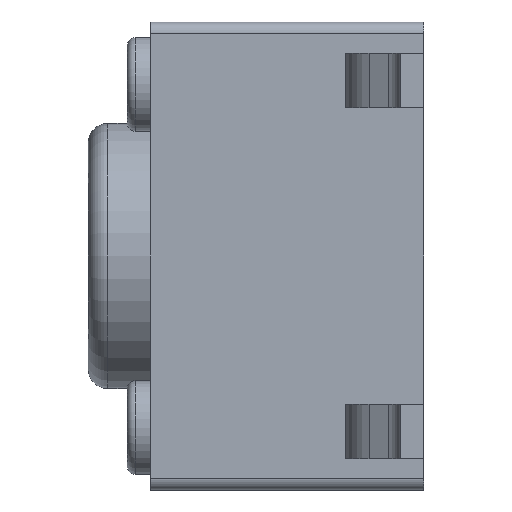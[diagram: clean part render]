
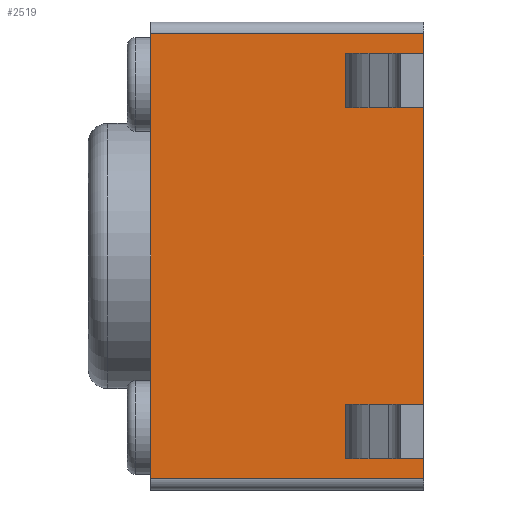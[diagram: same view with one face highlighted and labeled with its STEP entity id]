
A CAD part, left-side view. The second image highlights one B-rep face of the part: STEP entity #2519.
In plain terms, the highlighted planar face has unit normal (-1, 0, 0).
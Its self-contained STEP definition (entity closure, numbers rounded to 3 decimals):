
#15 = VERTEX_POINT ( 'NONE', #866 ) ;
#17 = EDGE_CURVE ( 'NONE', #1754, #1049, #2456, .T. ) ;
#31 = ORIENTED_EDGE ( 'NONE', *, *, #815, .T. ) ;
#36 = ORIENTED_EDGE ( 'NONE', *, *, #908, .T. ) ;
#41 = CARTESIAN_POINT ( 'NONE',  ( -3., 3.4, 2.85 ) ) ;
#93 = EDGE_LOOP ( 'NONE', ( #434, #133, #1441, #2018 ) ) ;
#101 = EDGE_CURVE ( 'NONE', #2329, #1710, #1016, .T. ) ;
#111 = CARTESIAN_POINT ( 'NONE',  ( -3., 0., -2.85 ) ) ;
#133 = ORIENTED_EDGE ( 'NONE', *, *, #843, .F. ) ;
#163 = CARTESIAN_POINT ( 'NONE',  ( -3., 0.7, 2.6 ) ) ;
#174 = VECTOR ( 'NONE', #1282, 1000. ) ;
#209 = VERTEX_POINT ( 'NONE', #2594 ) ;
#250 = DIRECTION ( 'NONE',  ( 0., -1., 0. ) ) ;
#252 = CARTESIAN_POINT ( 'NONE',  ( -3., 0., 2.85 ) ) ;
#291 = DIRECTION ( 'NONE',  ( 0., 0., 1. ) ) ;
#342 = VERTEX_POINT ( 'NONE', #2530 ) ;
#345 = LINE ( 'NONE', #2221, #2204 ) ;
#353 = FACE_BOUND ( 'NONE', #2425, .T. ) ;
#364 = AXIS2_PLACEMENT_3D ( 'NONE', #2251, #2443, #1451 ) ;
#373 = VECTOR ( 'NONE', #723, 1000. ) ;
#389 = EDGE_LOOP ( 'NONE', ( #1945, #610, #36, #2293 ) ) ;
#412 = VERTEX_POINT ( 'NONE', #2116 ) ;
#430 = CARTESIAN_POINT ( 'NONE',  ( -3., 1., -1.9 ) ) ;
#431 = VECTOR ( 'NONE', #2031, 1000. ) ;
#434 = ORIENTED_EDGE ( 'NONE', *, *, #101, .T. ) ;
#533 = CARTESIAN_POINT ( 'NONE',  ( -3., 3.5, -2.85 ) ) ;
#567 = DIRECTION ( 'NONE',  ( 0., -1., 0. ) ) ;
#574 = LINE ( 'NONE', #1194, #431 ) ;
#610 = ORIENTED_EDGE ( 'NONE', *, *, #1884, .F. ) ;
#624 = CARTESIAN_POINT ( 'NONE',  ( -3., 1., 1.9 ) ) ;
#663 = LINE ( 'NONE', #41, #1175 ) ;
#709 = VERTEX_POINT ( 'NONE', #2184 ) ;
#723 = DIRECTION ( 'NONE',  ( 0., 0., 1. ) ) ;
#731 = DIRECTION ( 'NONE',  ( 0., -1., 0. ) ) ;
#767 = VERTEX_POINT ( 'NONE', #624 ) ;
#797 = LINE ( 'NONE', #1214, #174 ) ;
#801 = VERTEX_POINT ( 'NONE', #163 ) ;
#815 = EDGE_CURVE ( 'NONE', #342, #412, #345, .T. ) ;
#843 = EDGE_CURVE ( 'NONE', #1687, #1710, #574, .T. ) ;
#866 = CARTESIAN_POINT ( 'NONE',  ( -3., 0.7, 1.9 ) ) ;
#908 = EDGE_CURVE ( 'NONE', #767, #709, #1530, .T. ) ;
#921 = ORIENTED_EDGE ( 'NONE', *, *, #2201, .T. ) ;
#928 = VECTOR ( 'NONE', #2396, 1000. ) ;
#978 = DIRECTION ( 'NONE',  ( 0., 1., 0. ) ) ;
#1000 = LINE ( 'NONE', #2222, #928 ) ;
#1016 = LINE ( 'NONE', #1331, #2352 ) ;
#1028 = PLANE ( 'NONE',  #364 ) ;
#1049 = VERTEX_POINT ( 'NONE', #1134 ) ;
#1134 = CARTESIAN_POINT ( 'NONE',  ( -3., 0.7, -1.9 ) ) ;
#1170 = VECTOR ( 'NONE', #567, 1000. ) ;
#1175 = VECTOR ( 'NONE', #1485, 1000. ) ;
#1194 = CARTESIAN_POINT ( 'NONE',  ( -3., 0., 3. ) ) ;
#1214 = CARTESIAN_POINT ( 'NONE',  ( -3., 0.7, -2.6 ) ) ;
#1226 = CARTESIAN_POINT ( 'NONE',  ( -3., 0.7, -2.6 ) ) ;
#1245 = FACE_OUTER_BOUND ( 'NONE', #93, .T. ) ;
#1253 = EDGE_CURVE ( 'NONE', #801, #709, #2590, .T. ) ;
#1282 = DIRECTION ( 'NONE',  ( 0., 0., 1. ) ) ;
#1331 = CARTESIAN_POINT ( 'NONE',  ( -3., 3.4, -2.85 ) ) ;
#1334 = CARTESIAN_POINT ( 'NONE',  ( -3., 1., -1.9 ) ) ;
#1433 = VECTOR ( 'NONE', #250, 1000. ) ;
#1434 = VECTOR ( 'NONE', #978, 1000. ) ;
#1441 = ORIENTED_EDGE ( 'NONE', *, *, #1462, .T. ) ;
#1451 = DIRECTION ( 'NONE',  ( 0., 1., 0. ) ) ;
#1453 = DIRECTION ( 'NONE',  ( 0., 0., 1. ) ) ;
#1462 = EDGE_CURVE ( 'NONE', #1687, #209, #663, .T. ) ;
#1485 = DIRECTION ( 'NONE',  ( 0., 1., 0. ) ) ;
#1530 = LINE ( 'NONE', #2335, #2320 ) ;
#1611 = EDGE_CURVE ( 'NONE', #15, #801, #2161, .T. ) ;
#1634 = EDGE_CURVE ( 'NONE', #342, #1049, #797, .T. ) ;
#1677 = LINE ( 'NONE', #2549, #373 ) ;
#1687 = VERTEX_POINT ( 'NONE', #252 ) ;
#1710 = VERTEX_POINT ( 'NONE', #111 ) ;
#1754 = VERTEX_POINT ( 'NONE', #1334 ) ;
#1797 = CARTESIAN_POINT ( 'NONE',  ( -3., 1., 1.9 ) ) ;
#1884 = EDGE_CURVE ( 'NONE', #767, #15, #2548, .T. ) ;
#1945 = ORIENTED_EDGE ( 'NONE', *, *, #1611, .F. ) ;
#2018 = ORIENTED_EDGE ( 'NONE', *, *, #2494, .F. ) ;
#2031 = DIRECTION ( 'NONE',  ( 0., 0., -1. ) ) ;
#2116 = CARTESIAN_POINT ( 'NONE',  ( -3., 1., -2.6 ) ) ;
#2161 = LINE ( 'NONE', #1226, #2350 ) ;
#2184 = CARTESIAN_POINT ( 'NONE',  ( -3., 1., 2.6 ) ) ;
#2201 = EDGE_CURVE ( 'NONE', #412, #1754, #1677, .T. ) ;
#2204 = VECTOR ( 'NONE', #2429, 1000. ) ;
#2221 = CARTESIAN_POINT ( 'NONE',  ( -3., 1., -2.6 ) ) ;
#2222 = CARTESIAN_POINT ( 'NONE',  ( -3., 3.5, -3. ) ) ;
#2251 = CARTESIAN_POINT ( 'NONE',  ( -3., 3.4, 3. ) ) ;
#2261 = ORIENTED_EDGE ( 'NONE', *, *, #17, .T. ) ;
#2266 = FACE_BOUND ( 'NONE', #389, .T. ) ;
#2293 = ORIENTED_EDGE ( 'NONE', *, *, #1253, .F. ) ;
#2320 = VECTOR ( 'NONE', #291, 1000. ) ;
#2329 = VERTEX_POINT ( 'NONE', #533 ) ;
#2335 = CARTESIAN_POINT ( 'NONE',  ( -3., 1., -2.6 ) ) ;
#2350 = VECTOR ( 'NONE', #1453, 1000. ) ;
#2352 = VECTOR ( 'NONE', #731, 1000. ) ;
#2396 = DIRECTION ( 'NONE',  ( 0., 0., 1. ) ) ;
#2416 = ORIENTED_EDGE ( 'NONE', *, *, #1634, .F. ) ;
#2425 = EDGE_LOOP ( 'NONE', ( #2261, #2416, #31, #921 ) ) ;
#2429 = DIRECTION ( 'NONE',  ( 0., 1., 0. ) ) ;
#2443 = DIRECTION ( 'NONE',  ( 1., 0., 0. ) ) ;
#2456 = LINE ( 'NONE', #430, #1433 ) ;
#2494 = EDGE_CURVE ( 'NONE', #2329, #209, #1000, .T. ) ;
#2519 = ADVANCED_FACE ( 'NONE', ( #1245, #2266, #353 ), #1028, .F. ) ;
#2530 = CARTESIAN_POINT ( 'NONE',  ( -3., 0.7, -2.6 ) ) ;
#2548 = LINE ( 'NONE', #1797, #1170 ) ;
#2549 = CARTESIAN_POINT ( 'NONE',  ( -3., 1., -2.6 ) ) ;
#2590 = LINE ( 'NONE', #2606, #1434 ) ;
#2594 = CARTESIAN_POINT ( 'NONE',  ( -3., 3.5, 2.85 ) ) ;
#2606 = CARTESIAN_POINT ( 'NONE',  ( -3., 1., 2.6 ) ) ;
